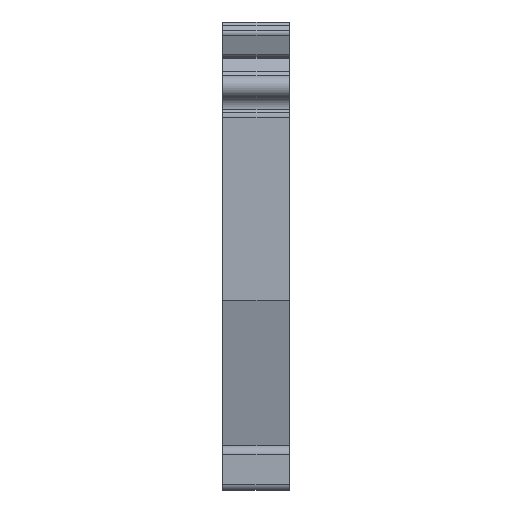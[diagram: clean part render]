
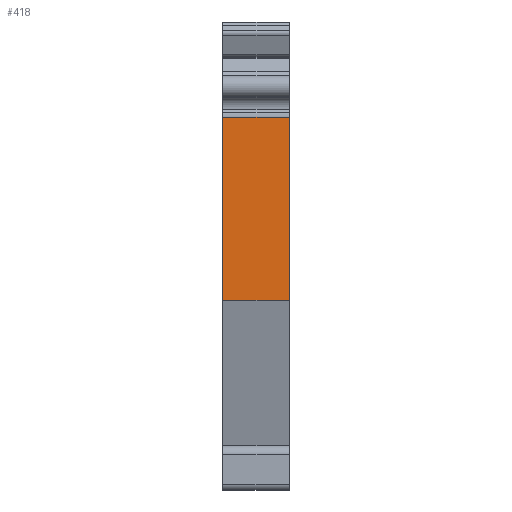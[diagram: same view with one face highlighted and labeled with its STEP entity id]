
A CAD part, left-side view. The second image highlights one B-rep face of the part: STEP entity #418.
In plain terms, the highlighted planar face has unit normal (-1, 0, 0).
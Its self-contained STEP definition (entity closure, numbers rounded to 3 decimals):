
#418 = ADVANCED_FACE( '', ( #952 ), #953, .T. );
#952 = FACE_OUTER_BOUND( '', #1593, .T. );
#953 = PLANE( '', #1594 );
#1593 = EDGE_LOOP( '', ( #3045, #3046, #3047, #3048 ) );
#1594 = AXIS2_PLACEMENT_3D( '', #3049, #3050, #3051 );
#3045 = ORIENTED_EDGE( '', *, *, #4273, .F. );
#3046 = ORIENTED_EDGE( '', *, *, #4437, .F. );
#3047 = ORIENTED_EDGE( '', *, *, #4514, .T. );
#3048 = ORIENTED_EDGE( '', *, *, #4599, .T. );
#3049 = CARTESIAN_POINT( '', ( -32.5, 6., 12.445 ) );
#3050 = DIRECTION( '', ( -1., 0., 0. ) );
#3051 = DIRECTION( '', ( 0., 0., 1. ) );
#4273 = EDGE_CURVE( '', #5301, #5303, #5304, .T. );
#4437 = EDGE_CURVE( '', #5563, #5301, #5565, .T. );
#4514 = EDGE_CURVE( '', #5563, #5681, #5683, .T. );
#4599 = EDGE_CURVE( '', #5681, #5303, #5808, .T. );
#5301 = VERTEX_POINT( '', #6698 );
#5303 = VERTEX_POINT( '', #6700 );
#5304 = LINE( '', #6701, #6702 );
#5563 = VERTEX_POINT( '', #7049 );
#5565 = LINE( '', #7051, #7052 );
#5681 = VERTEX_POINT( '', #7203 );
#5683 = LINE( '', #7206, #7207 );
#5808 = LINE( '', #7380, #7381 );
#6698 = CARTESIAN_POINT( '', ( -32.5, 0., 12.445 ) );
#6700 = CARTESIAN_POINT( '', ( -32.5, 0., -3.968 ) );
#6701 = CARTESIAN_POINT( '', ( -32.5, 0., 12.445 ) );
#6702 = VECTOR( '', #8023, 1000. );
#7049 = CARTESIAN_POINT( '', ( -32.5, 6., 12.445 ) );
#7051 = CARTESIAN_POINT( '', ( -32.5, 6., 12.445 ) );
#7052 = VECTOR( '', #8277, 1000. );
#7203 = CARTESIAN_POINT( '', ( -32.5, 6., -3.968 ) );
#7206 = CARTESIAN_POINT( '', ( -32.5, 6., 12.445 ) );
#7207 = VECTOR( '', #8401, 1000. );
#7380 = CARTESIAN_POINT( '', ( -32.5, 6., -3.968 ) );
#7381 = VECTOR( '', #8522, 1000. );
#8023 = DIRECTION( '', ( 0., 0., -1. ) );
#8277 = DIRECTION( '', ( 0., -1., 0. ) );
#8401 = DIRECTION( '', ( 0., 0., -1. ) );
#8522 = DIRECTION( '', ( 0., -1., 0. ) );
